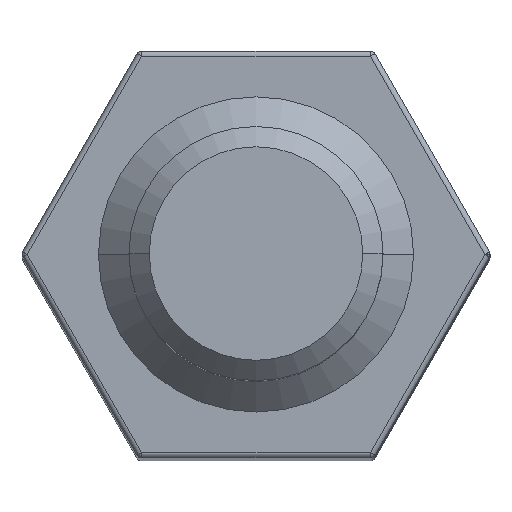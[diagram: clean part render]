
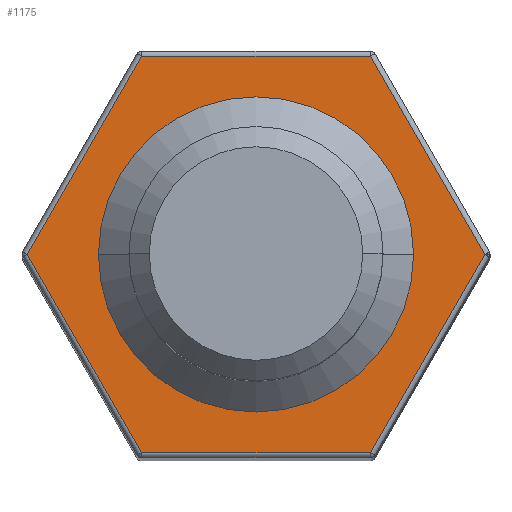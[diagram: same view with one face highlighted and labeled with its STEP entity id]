
A CAD part, top view. The second image highlights one B-rep face of the part: STEP entity #1175.
In plain terms, the highlighted planar face has unit normal (0, 0, 1).
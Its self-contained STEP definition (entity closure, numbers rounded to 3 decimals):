
#37 = EDGE_LOOP ( 'NONE', ( #258, #849, #1425, #290, #961, #145 ) ) ;
#46 = LINE ( 'NONE', #1236, #864 ) ;
#54 = EDGE_CURVE ( 'NONE', #598, #260, #402, .T. ) ;
#82 = EDGE_CURVE ( 'NONE', #985, #888, #46, .T. ) ;
#86 = DIRECTION ( 'NONE',  ( -1., 0., 0. ) ) ;
#90 = CARTESIAN_POINT ( 'NONE',  ( 2.252, -3.9, 0. ) ) ;
#118 = EDGE_CURVE ( 'NONE', #1150, #985, #831, .T. ) ;
#135 = AXIS2_PLACEMENT_3D ( 'NONE', #1263, #1261, #1256 ) ;
#137 = EDGE_CURVE ( 'NONE', #1224, #1150, #207, .T. ) ;
#145 = ORIENTED_EDGE ( 'NONE', *, *, #82, .T. ) ;
#164 = EDGE_CURVE ( 'NONE', #820, #1224, #726, .T. ) ;
#207 = LINE ( 'NONE', #1182, #765 ) ;
#222 = FACE_BOUND ( 'NONE', #967, .T. ) ;
#233 = EDGE_CURVE ( 'NONE', #1272, #820, #1179, .T. ) ;
#254 = VECTOR ( 'NONE', #1015, 1000. ) ;
#257 = EDGE_CURVE ( 'NONE', #888, #1272, #575, .T. ) ;
#258 = ORIENTED_EDGE ( 'NONE', *, *, #257, .T. ) ;
#260 = VERTEX_POINT ( 'NONE', #973 ) ;
#275 = CARTESIAN_POINT ( 'NONE',  ( 4.503, 0., 0. ) ) ;
#285 = VECTOR ( 'NONE', #1030, 1000. ) ;
#290 = ORIENTED_EDGE ( 'NONE', *, *, #137, .T. ) ;
#296 = CARTESIAN_POINT ( 'NONE',  ( -4.532, -0.05, 0. ) ) ;
#319 = CARTESIAN_POINT ( 'NONE',  ( -2.252, 3.9, 0. ) ) ;
#402 = CIRCLE ( 'NONE', #135, 3.1 ) ;
#458 = ORIENTED_EDGE ( 'NONE', *, *, #54, .T. ) ;
#504 = CARTESIAN_POINT ( 'NONE',  ( 3.1, 0., 0. ) ) ;
#559 = AXIS2_PLACEMENT_3D ( 'NONE', #1399, #755, #86 ) ;
#575 = LINE ( 'NONE', #986, #254 ) ;
#590 = CIRCLE ( 'NONE', #559, 3.1 ) ;
#598 = VERTEX_POINT ( 'NONE', #504 ) ;
#604 = DIRECTION ( 'NONE',  ( -1., 0., 0. ) ) ;
#618 = AXIS2_PLACEMENT_3D ( 'NONE', #946, #1278, #604 ) ;
#718 = PLANE ( 'NONE',  #618 ) ;
#725 = CARTESIAN_POINT ( 'NONE',  ( -4.503, 0., 0. ) ) ;
#726 = LINE ( 'NONE', #296, #997 ) ;
#755 = DIRECTION ( 'NONE',  ( 0., 0., -1. ) ) ;
#759 = DIRECTION ( 'NONE',  ( -0.5, -0.866, 0. ) ) ;
#765 = VECTOR ( 'NONE', #1173, 1000. ) ;
#820 = VERTEX_POINT ( 'NONE', #319 ) ;
#831 = LINE ( 'NONE', #1209, #1099 ) ;
#849 = ORIENTED_EDGE ( 'NONE', *, *, #233, .T. ) ;
#864 = VECTOR ( 'NONE', #1213, 1000. ) ;
#888 = VERTEX_POINT ( 'NONE', #275 ) ;
#946 = CARTESIAN_POINT ( 'NONE',  ( -4.619, 0., 0. ) ) ;
#961 = ORIENTED_EDGE ( 'NONE', *, *, #118, .T. ) ;
#967 = EDGE_LOOP ( 'NONE', ( #1320, #458 ) ) ;
#973 = CARTESIAN_POINT ( 'NONE',  ( -3.1, 0., 0. ) ) ;
#985 = VERTEX_POINT ( 'NONE', #90 ) ;
#986 = CARTESIAN_POINT ( 'NONE',  ( 2.223, 3.95, 0. ) ) ;
#997 = VECTOR ( 'NONE', #759, 1000. ) ;
#1015 = DIRECTION ( 'NONE',  ( -0.5, 0.866, 0. ) ) ;
#1030 = DIRECTION ( 'NONE',  ( -1., 0., 0. ) ) ;
#1066 = CARTESIAN_POINT ( 'NONE',  ( -4.619, 3.9, 0. ) ) ;
#1099 = VECTOR ( 'NONE', #1207, 1000. ) ;
#1150 = VERTEX_POINT ( 'NONE', #1377 ) ;
#1173 = DIRECTION ( 'NONE',  ( 0.5, -0.866, 0. ) ) ;
#1175 = ADVANCED_FACE ( 'NONE', ( #1330, #222 ), #718, .F. ) ;
#1179 = LINE ( 'NONE', #1066, #285 ) ;
#1182 = CARTESIAN_POINT ( 'NONE',  ( -4.532, 0.05, 0. ) ) ;
#1207 = DIRECTION ( 'NONE',  ( 1., 0., 0. ) ) ;
#1209 = CARTESIAN_POINT ( 'NONE',  ( -4.619, -3.9, 0. ) ) ;
#1213 = DIRECTION ( 'NONE',  ( 0.5, 0.866, 0. ) ) ;
#1224 = VERTEX_POINT ( 'NONE', #725 ) ;
#1236 = CARTESIAN_POINT ( 'NONE',  ( 2.223, -3.95, 0. ) ) ;
#1256 = DIRECTION ( 'NONE',  ( -1., 0., 0. ) ) ;
#1261 = DIRECTION ( 'NONE',  ( 0., 0., -1. ) ) ;
#1263 = CARTESIAN_POINT ( 'NONE',  ( 0., 0., 0. ) ) ;
#1272 = VERTEX_POINT ( 'NONE', #1394 ) ;
#1278 = DIRECTION ( 'NONE',  ( 0., 0., -1. ) ) ;
#1319 = EDGE_CURVE ( 'NONE', #260, #598, #590, .T. ) ;
#1320 = ORIENTED_EDGE ( 'NONE', *, *, #1319, .T. ) ;
#1330 = FACE_OUTER_BOUND ( 'NONE', #37, .T. ) ;
#1377 = CARTESIAN_POINT ( 'NONE',  ( -2.252, -3.9, 0. ) ) ;
#1394 = CARTESIAN_POINT ( 'NONE',  ( 2.252, 3.9, 0. ) ) ;
#1399 = CARTESIAN_POINT ( 'NONE',  ( 0., 0., 0. ) ) ;
#1425 = ORIENTED_EDGE ( 'NONE', *, *, #164, .T. ) ;
